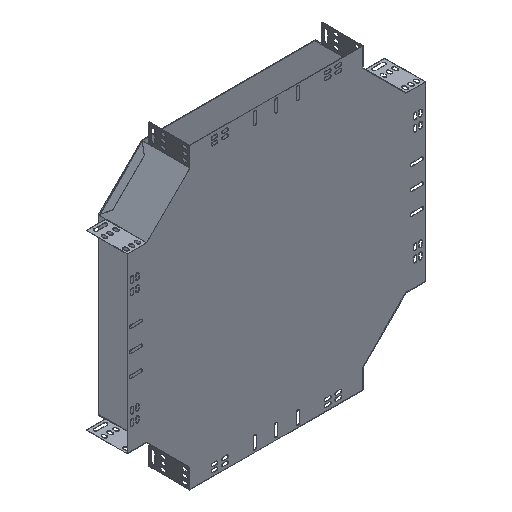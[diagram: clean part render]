
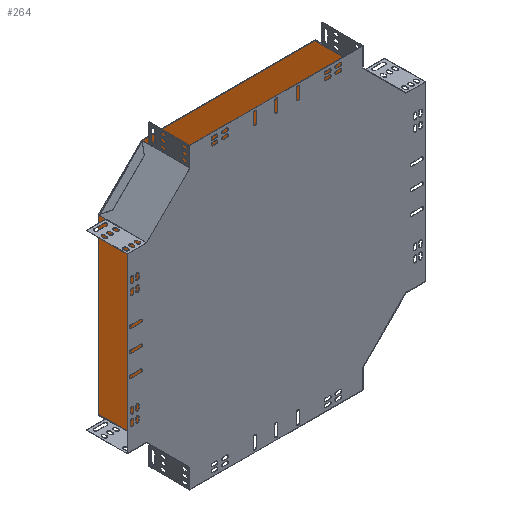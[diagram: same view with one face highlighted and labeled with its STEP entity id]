
A CAD part, isometric view. The second image highlights one B-rep face of the part: STEP entity #264.
In plain terms, the highlighted planar face has unit normal (0, -1, 0).
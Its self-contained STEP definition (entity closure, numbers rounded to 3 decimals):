
#30 = DIRECTION ( 'NONE',  ( 0., 0., -1. ) ) ;
#53 = DIRECTION ( 'NONE',  ( 0., -1., 0. ) ) ;
#241 = PLANE ( 'NONE',  #10746 ) ;
#264 = ADVANCED_FACE ( 'NONE', ( #4889 ), #241, .T. ) ;
#307 = ORIENTED_EDGE ( 'NONE', *, *, #8872, .F. ) ;
#346 = CARTESIAN_POINT ( 'NONE',  ( -493.137, 189.964, 4.251 ) ) ;
#613 = CARTESIAN_POINT ( 'NONE',  ( -292.337, 189.964, -196.549 ) ) ;
#726 = LINE ( 'NONE', #16793, #13921 ) ;
#801 = LINE ( 'NONE', #3696, #13981 ) ;
#845 = EDGE_CURVE ( 'NONE', #13112, #6044, #2410, .T. ) ;
#1913 = EDGE_LOOP ( 'NONE', ( #16095, #10104, #2737, #4869, #307, #16474, #4832, #10952 ) ) ;
#2080 = EDGE_CURVE ( 'NONE', #12447, #13112, #2113, .T. ) ;
#2113 = LINE ( 'NONE', #15958, #11877 ) ;
#2157 = VECTOR ( 'NONE', #6968, 1000. ) ;
#2410 = LINE ( 'NONE', #5504, #9207 ) ;
#2737 = ORIENTED_EDGE ( 'NONE', *, *, #13226, .F. ) ;
#3081 = CARTESIAN_POINT ( 'NONE',  ( 209.263, 189.964, -296.549 ) ) ;
#3141 = VECTOR ( 'NONE', #4711, 1000. ) ;
#3696 = CARTESIAN_POINT ( 'NONE',  ( 309.263, 189.964, 205.051 ) ) ;
#3722 = EDGE_CURVE ( 'NONE', #14964, #15185, #13133, .T. ) ;
#4469 = DIRECTION ( 'NONE',  ( 0.707, 0., 0.707 ) ) ;
#4693 = EDGE_CURVE ( 'NONE', #6044, #10285, #5598, .T. ) ;
#4711 = DIRECTION ( 'NONE',  ( -0.707, 0., 0.707 ) ) ;
#4832 = ORIENTED_EDGE ( 'NONE', *, *, #4693, .F. ) ;
#4869 = ORIENTED_EDGE ( 'NONE', *, *, #3722, .F. ) ;
#4889 = FACE_OUTER_BOUND ( 'NONE', #1913, .T. ) ;
#5232 = CARTESIAN_POINT ( 'NONE',  ( -292.337, 189.964, 205.051 ) ) ;
#5297 = EDGE_CURVE ( 'NONE', #10285, #15392, #801, .T. ) ;
#5443 = CARTESIAN_POINT ( 'NONE',  ( 309.263, 189.964, 205.051 ) ) ;
#5488 = DIRECTION ( 'NONE',  ( 1., 0., 0. ) ) ;
#5504 = CARTESIAN_POINT ( 'NONE',  ( -192.337, 189.964, 305.051 ) ) ;
#5561 = CARTESIAN_POINT ( 'NONE',  ( 309.263, 189.964, -196.549 ) ) ;
#5598 = LINE ( 'NONE', #7035, #2157 ) ;
#5636 = VECTOR ( 'NONE', #14058, 1000. ) ;
#6033 = LINE ( 'NONE', #12869, #5636 ) ;
#6044 = VERTEX_POINT ( 'NONE', #7423 ) ;
#6552 = LINE ( 'NONE', #613, #3141 ) ;
#6968 = DIRECTION ( 'NONE',  ( 0.707, 0., -0.707 ) ) ;
#7035 = CARTESIAN_POINT ( 'NONE',  ( 309.263, 189.964, 205.051 ) ) ;
#7423 = CARTESIAN_POINT ( 'NONE',  ( 209.263, 189.964, 305.051 ) ) ;
#8872 = EDGE_CURVE ( 'NONE', #15392, #14964, #726, .T. ) ;
#8913 = VERTEX_POINT ( 'NONE', #10403 ) ;
#9207 = VECTOR ( 'NONE', #5488, 1000. ) ;
#10104 = ORIENTED_EDGE ( 'NONE', *, *, #11495, .F. ) ;
#10285 = VERTEX_POINT ( 'NONE', #5443 ) ;
#10403 = CARTESIAN_POINT ( 'NONE',  ( -292.337, 189.964, -196.549 ) ) ;
#10584 = CARTESIAN_POINT ( 'NONE',  ( -192.337, 189.964, 305.051 ) ) ;
#10746 = AXIS2_PLACEMENT_3D ( 'NONE', #346, #53, #30 ) ;
#10952 = ORIENTED_EDGE ( 'NONE', *, *, #845, .F. ) ;
#11068 = CARTESIAN_POINT ( 'NONE',  ( 209.263, 189.964, -296.549 ) ) ;
#11450 = DIRECTION ( 'NONE',  ( 0., 0., -1. ) ) ;
#11495 = EDGE_CURVE ( 'NONE', #8913, #12447, #6033, .T. ) ;
#11615 = DIRECTION ( 'NONE',  ( -0.707, 0., -0.707 ) ) ;
#11698 = DIRECTION ( 'NONE',  ( -1., 0., 0. ) ) ;
#11877 = VECTOR ( 'NONE', #4469, 1000. ) ;
#12447 = VERTEX_POINT ( 'NONE', #5232 ) ;
#12869 = CARTESIAN_POINT ( 'NONE',  ( -292.337, 189.964, -196.549 ) ) ;
#13112 = VERTEX_POINT ( 'NONE', #10584 ) ;
#13133 = LINE ( 'NONE', #11068, #16168 ) ;
#13226 = EDGE_CURVE ( 'NONE', #15185, #8913, #6552, .T. ) ;
#13921 = VECTOR ( 'NONE', #11615, 1000. ) ;
#13981 = VECTOR ( 'NONE', #11450, 1000. ) ;
#14058 = DIRECTION ( 'NONE',  ( 0., 0., 1. ) ) ;
#14964 = VERTEX_POINT ( 'NONE', #3081 ) ;
#15185 = VERTEX_POINT ( 'NONE', #16432 ) ;
#15392 = VERTEX_POINT ( 'NONE', #5561 ) ;
#15958 = CARTESIAN_POINT ( 'NONE',  ( -192.337, 189.964, 305.051 ) ) ;
#16095 = ORIENTED_EDGE ( 'NONE', *, *, #2080, .F. ) ;
#16168 = VECTOR ( 'NONE', #11698, 1000. ) ;
#16432 = CARTESIAN_POINT ( 'NONE',  ( -192.337, 189.964, -296.549 ) ) ;
#16474 = ORIENTED_EDGE ( 'NONE', *, *, #5297, .F. ) ;
#16793 = CARTESIAN_POINT ( 'NONE',  ( 209.263, 189.964, -296.549 ) ) ;
